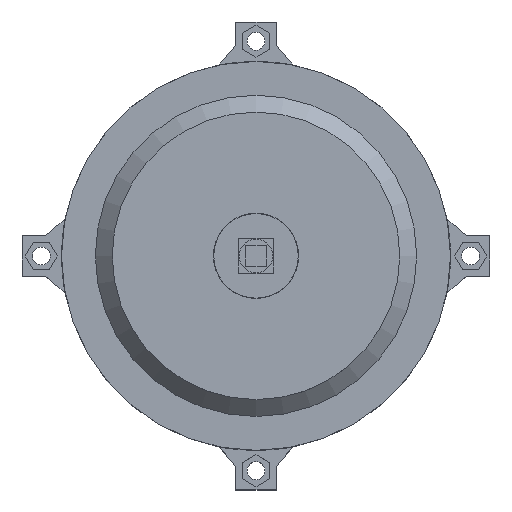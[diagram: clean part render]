
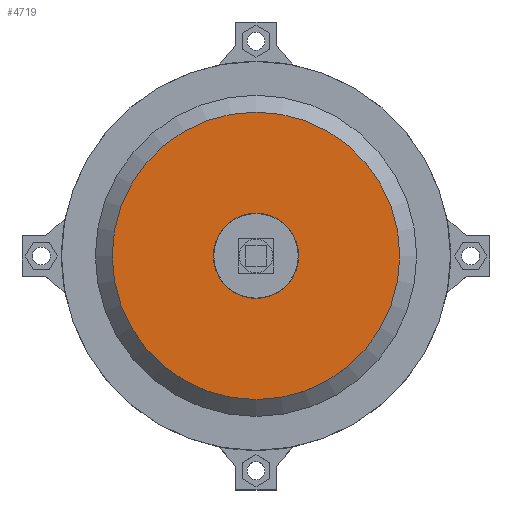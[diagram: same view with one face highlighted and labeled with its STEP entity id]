
A CAD part, top view. The second image highlights one B-rep face of the part: STEP entity #4719.
In plain terms, the highlighted planar face has unit normal (0, 0, 1).
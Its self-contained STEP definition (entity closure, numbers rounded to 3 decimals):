
#357 = VERTEX_POINT('',#358);
#358 = CARTESIAN_POINT('',(42.5,0.,24.));
#363 = EDGE_CURVE('',#357,#357,#364,.T.);
#364 = CIRCLE('',#365,42.5);
#365 = AXIS2_PLACEMENT_3D('',#366,#367,#368);
#366 = CARTESIAN_POINT('',(0.,0.,24.));
#367 = DIRECTION('',(0.,0.,1.));
#368 = DIRECTION('',(1.,0.,0.));
#4719 = ADVANCED_FACE('',(#4720,#4723),#4734,.T.);
#4720 = FACE_BOUND('',#4721,.T.);
#4721 = EDGE_LOOP('',(#4722));
#4722 = ORIENTED_EDGE('',*,*,#363,.T.);
#4723 = FACE_BOUND('',#4724,.F.);
#4724 = EDGE_LOOP('',(#4725));
#4725 = ORIENTED_EDGE('',*,*,#4726,.T.);
#4726 = EDGE_CURVE('',#4727,#4727,#4729,.T.);
#4727 = VERTEX_POINT('',#4728);
#4728 = CARTESIAN_POINT('',(12.6,0.,24.));
#4729 = CIRCLE('',#4730,12.6);
#4730 = AXIS2_PLACEMENT_3D('',#4731,#4732,#4733);
#4731 = CARTESIAN_POINT('',(0.,0.,24.));
#4732 = DIRECTION('',(0.,0.,1.));
#4733 = DIRECTION('',(1.,0.,0.));
#4734 = PLANE('',#4735);
#4735 = AXIS2_PLACEMENT_3D('',#4736,#4737,#4738);
#4736 = CARTESIAN_POINT('',(0.,0.,24.));
#4737 = DIRECTION('',(0.,0.,1.));
#4738 = DIRECTION('',(1.,0.,0.));
